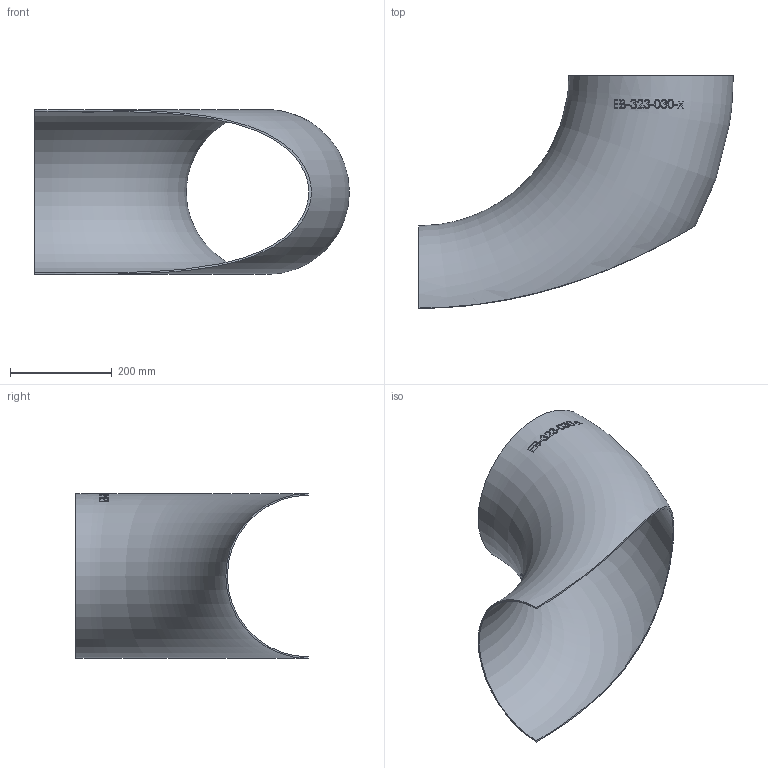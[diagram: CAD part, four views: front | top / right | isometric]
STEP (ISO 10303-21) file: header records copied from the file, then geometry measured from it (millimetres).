
FILE_DESCRIPTION (( 'STEP AP214' ), '1' );
FILE_NAME ('EB-323-030-x Einschweissbogen 1903.STEP', '2019-03-28T10:00:38', ( '' ), ( '' ), 'SwSTEP 2.0', 'SolidWorks 2016', '' );
FILE_SCHEMA (( 'AUTOMOTIVE_DESIGN' ));
Length unit declared in the file: millimetre
Products named in the file (1): EB-323-030-x Einschweissbogen 1903
Bounding box: 618.95 x 457 x 324 mm (x, y, z)
Volume: 1361305.6 mm3; surface area: 971964.8 mm2
Topology: 1 solids, 1 shells, 156 faces, 426 edges, 287 vertices
Faces by surface type: bspline 76, plane 62, torus 18
Entity records: 15644 total; most frequent: CARTESIAN_POINT 10820, ORIENTED_EDGE 846, EDGE_CURVE 423, DIRECTION 307, VERTEX_POINT 286, B_SPLINE_CURVE_WITH_KNOTS 282, EDGE_LOOP 175, FACE_OUTER_BOUND 158
